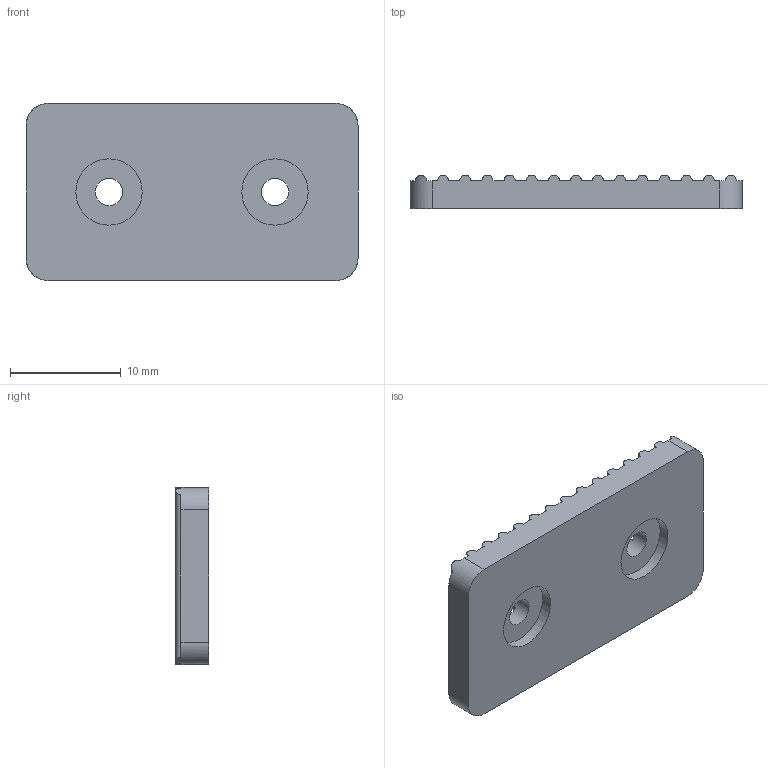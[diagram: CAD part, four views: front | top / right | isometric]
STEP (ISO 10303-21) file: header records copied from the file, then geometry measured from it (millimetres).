
FILE_DESCRIPTION(/* description */ (''),/* implementation_level */ '2;1');
FILE_NAME(/* name */ '2 no Belt Clamp.stp',/* time_stamp */ '2020-02-25T17:10:42+00:00',/* author */ ('Ax'),/* organization */ (''),/* preprocessor_version */ 'ST-DEVELOPER v17',/* originating_system */ 'Autodesk Inventor 2019',/* authorisation */ '');
FILE_SCHEMA (('AUTOMOTIVE_DESIGN { 1 0 10303 214 3 1 1 }'));
Length unit declared in the file: millimetre
Products named in the file (1): Belt Clamp
Bounding box: 30 x 3 x 16 mm (x, y, z)
Volume: 1212 mm3; surface area: 1364.3 mm2
Topology: 1 solids, 1 shells, 50 faces, 148 edges, 100 vertices
Faces by surface type: cylinder 25, plane 25
Full cylindrical faces by diameter (mm): 2.5 x2, 6 x2
Entity records: 1919 total; most frequent: CARTESIAN_POINT 494, ORIENTED_EDGE 296, DIRECTION 294, EDGE_CURVE 148, AXIS2_PLACEMENT_3D 106, VERTEX_POINT 100, LINE 82, VECTOR 82
